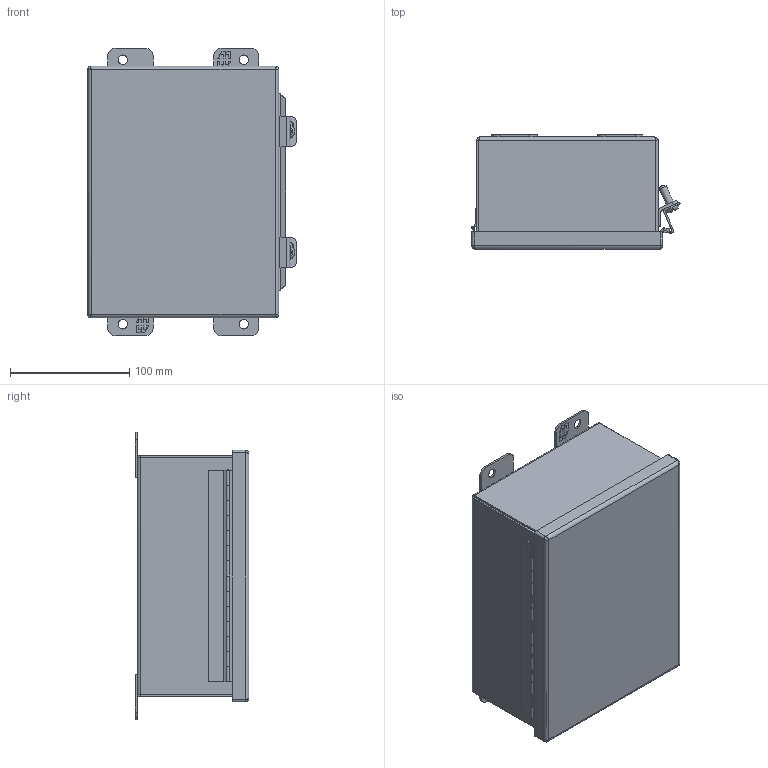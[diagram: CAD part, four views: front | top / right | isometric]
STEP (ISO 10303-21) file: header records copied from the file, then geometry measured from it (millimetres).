
FILE_DESCRIPTION (( 'STEP AP214' ), '1' );
FILE_NAME ('1414N4PHS16G.STEP', '2019-09-17T13:35:07', ( '' ), ( '' ), 'SwSTEP 2.0', 'SolidWorks 2018', '' );
FILE_SCHEMA (( 'AUTOMOTIVE_DESIGN' ));
Length unit declared in the file: inch
Products named in the file (1): 1414N4PHS16G
Bounding box: 175.33 x 95.73 x 241.3 mm (x, y, z)
Volume: 370716.5 mm3; surface area: 401324.6 mm2
Topology: 21 solids, 22 shells, 653 faces, 1668 edges, 1062 vertices
Faces by surface type: plane 427, cylinder 168, cone 30, bspline 28
Full cylindrical faces by diameter (mm): 1.143 x1, 3.967 x4, 4.826 x2, 5.41 x2, 6.35 x4, 6.731 x4, 7.938 x4, 9.525 x4, 12.192 x2
Entity records: 30046 total; most frequent: CARTESIAN_POINT 6263, ORIENTED_EDGE 3206, DIRECTION 3075, EDGE_CURVE 1603, LINE 1195, VECTOR 1195, VERTEX_POINT 1050, AXIS2_PLACEMENT_3D 940
